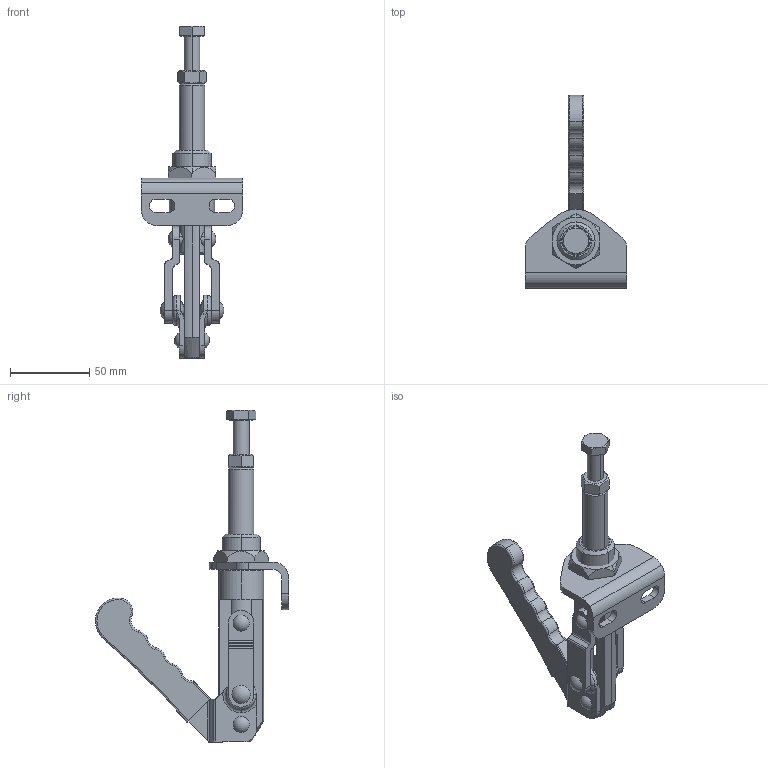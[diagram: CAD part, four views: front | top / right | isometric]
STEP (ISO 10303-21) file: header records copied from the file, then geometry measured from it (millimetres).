
FILE_DESCRIPTION((''),'2;1');
FILE_NAME('CP19.stp','2009-10-27T15:34:22',('David'),(''),'Autodesk Inventor 8','Autodesk Inventor 8','');
FILE_SCHEMA(('AUTOMOTIVE_DESIGN { 1 0 10303 214 1 1 1 1 }'));
Length unit declared in the file: millimetre
Products named in the file (9): CP19; CP19 MOUNTING BRACKET; CP19 BODY; CP19 NUT; CP19 PLUNGER; CP19 HANDLE ASSEMBLY; CP19 LINK ASSEMBLY; ISO 4017 -  M10 x 50; ISO 4032 - M10
Assembly tree (8 placements, depth 2):
  CP19
    CP19 MOUNTING BRACKET
    CP19 BODY
    CP19 NUT
    CP19 PLUNGER
    CP19 HANDLE ASSEMBLY
    CP19 LINK ASSEMBLY
    ISO 4017 -  M10 x 50
    ISO 4032 - M10
Bounding box: 64 x 121.93 x 209.4 mm (x, y, z)
Volume: 107992.9 mm3; surface area: 52460.2 mm2
Topology: 8 solids, 9 shells, 397 faces, 1003 edges, 643 vertices
Faces by surface type: cylinder 180, plane 113, cone 48, torus 32, sphere 14, bspline 10
Entity records: 13525 total; most frequent: CARTESIAN_POINT 3486, DIRECTION 2221, ORIENTED_EDGE 1994, EDGE_CURVE 997, AXIS2_PLACEMENT_3D 910, VERTEX_POINT 643, CIRCLE 486, EDGE_LOOP 446
